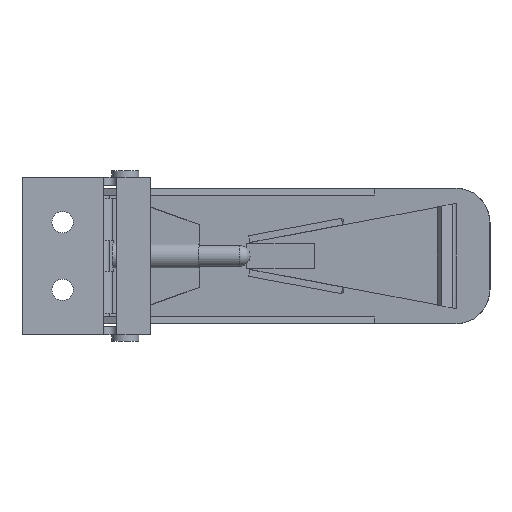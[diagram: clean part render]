
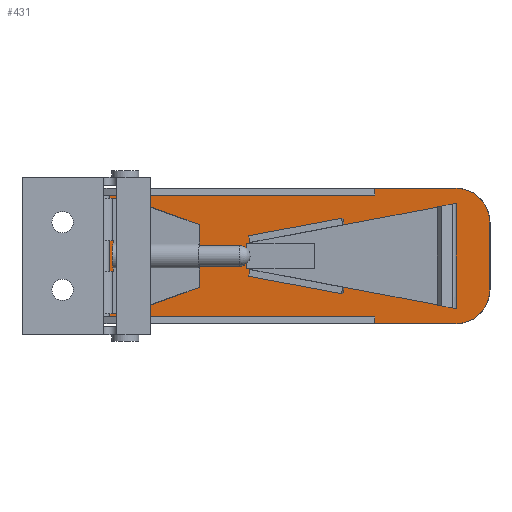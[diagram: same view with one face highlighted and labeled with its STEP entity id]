
A CAD part, front view. The second image highlights one B-rep face of the part: STEP entity #431.
In plain terms, the highlighted planar face has unit normal (-0.061, -0.998, 0).
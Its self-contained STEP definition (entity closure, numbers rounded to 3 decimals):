
#431 = ADVANCED_FACE( '', ( #849 ), #850, .F. );
#849 = FACE_OUTER_BOUND( '', #1259, .T. );
#850 = PLANE( '', #1260 );
#1259 = EDGE_LOOP( '', ( #2183, #2184, #2185, #2186, #2187, #2188, #2189, #2190, #2191, #2192 ) );
#1260 = AXIS2_PLACEMENT_3D( '', #2193, #2194, #2195 );
#2183 = ORIENTED_EDGE( '', *, *, #2467, .F. );
#2184 = ORIENTED_EDGE( '', *, *, #2555, .F. );
#2185 = ORIENTED_EDGE( '', *, *, #2753, .F. );
#2186 = ORIENTED_EDGE( '', *, *, #2649, .F. );
#2187 = ORIENTED_EDGE( '', *, *, #2614, .T. );
#2188 = ORIENTED_EDGE( '', *, *, #2604, .T. );
#2189 = ORIENTED_EDGE( '', *, *, #2577, .T. );
#2190 = ORIENTED_EDGE( '', *, *, #2569, .F. );
#2191 = ORIENTED_EDGE( '', *, *, #2666, .T. );
#2192 = ORIENTED_EDGE( '', *, *, #2746, .T. );
#2193 = CARTESIAN_POINT( '', ( 73.726, 2.091, 20. ) );
#2194 = DIRECTION( '', ( 0.061, 0.998, 0. ) );
#2195 = DIRECTION( '', ( -0.998, 0.061, 0. ) );
#2467 = EDGE_CURVE( '', #2935, #2936, #2937, .T. );
#2555 = EDGE_CURVE( '', #3084, #2935, #3085, .T. );
#2569 = EDGE_CURVE( '', #3105, #3107, #3108, .T. );
#2577 = EDGE_CURVE( '', #3120, #3107, #3121, .T. );
#2604 = EDGE_CURVE( '', #3159, #3120, #3160, .T. );
#2614 = EDGE_CURVE( '', #3173, #3159, #3174, .T. );
#2649 = EDGE_CURVE( '', #3173, #3221, #3222, .T. );
#2666 = EDGE_CURVE( '', #3105, #3241, #3243, .T. );
#2746 = EDGE_CURVE( '', #3241, #2936, #3342, .T. );
#2753 = EDGE_CURVE( '', #3221, #3084, #3351, .T. );
#2935 = VERTEX_POINT( '', #3584 );
#2936 = VERTEX_POINT( '', #3585 );
#2937 = CIRCLE( '', #3586, 10. );
#3084 = VERTEX_POINT( '', #3783 );
#3085 = LINE( '', #3784, #3785 );
#3105 = VERTEX_POINT( '', #3810 );
#3107 = VERTEX_POINT( '', #3813 );
#3108 = LINE( '', #3814, #3815 );
#3120 = VERTEX_POINT( '', #3832 );
#3121 = LINE( '', #3833, #3834 );
#3159 = VERTEX_POINT( '', #3888 );
#3160 = LINE( '', #3889, #3890 );
#3173 = VERTEX_POINT( '', #3906 );
#3174 = LINE( '', #3907, #3908 );
#3221 = VERTEX_POINT( '', #3972 );
#3222 = LINE( '', #3973, #3974 );
#3241 = VERTEX_POINT( '', #4000 );
#3243 = LINE( '', #4003, #4004 );
#3342 = LINE( '', #4140, #4141 );
#3351 = CIRCLE( '', #4153, 10. );
#3584 = CARTESIAN_POINT( '', ( 107.662, 0.004, -10. ) );
#3585 = CARTESIAN_POINT( '', ( 97.681, 0.618, -20. ) );
#3586 = AXIS2_PLACEMENT_3D( '', #4296, #4297, #4298 );
#3783 = CARTESIAN_POINT( '', ( 107.662, 0.004, 10. ) );
#3784 = CARTESIAN_POINT( '', ( 107.662, 0.004, 20. ) );
#3785 = VECTOR( '', #4418, 1000. );
#3810 = CARTESIAN_POINT( '', ( 73.726, 2.091, -18. ) );
#3813 = CARTESIAN_POINT( '', ( -6., 6.996, -18. ) );
#3814 = CARTESIAN_POINT( '', ( 107.662, 0.004, -18. ) );
#3815 = VECTOR( '', #4437, 1000. );
#3832 = CARTESIAN_POINT( '', ( -6., 6.996, 18. ) );
#3833 = CARTESIAN_POINT( '', ( -6., 6.996, 20. ) );
#3834 = VECTOR( '', #4446, 1000. );
#3888 = CARTESIAN_POINT( '', ( 73.726, 2.091, 18. ) );
#3889 = CARTESIAN_POINT( '', ( 107.662, 0.004, 18. ) );
#3890 = VECTOR( '', #4475, 1000. );
#3906 = CARTESIAN_POINT( '', ( 73.726, 2.091, 20. ) );
#3907 = CARTESIAN_POINT( '', ( 73.726, 2.091, 20. ) );
#3908 = VECTOR( '', #4485, 1000. );
#3972 = CARTESIAN_POINT( '', ( 97.681, 0.618, 20. ) );
#3973 = CARTESIAN_POINT( '', ( 73.726, 2.091, 20. ) );
#3974 = VECTOR( '', #4518, 1000. );
#4000 = CARTESIAN_POINT( '', ( 73.726, 2.091, -20. ) );
#4003 = CARTESIAN_POINT( '', ( 73.726, 2.091, 20. ) );
#4004 = VECTOR( '', #4533, 1000. );
#4140 = CARTESIAN_POINT( '', ( 73.726, 2.091, -20. ) );
#4141 = VECTOR( '', #4607, 1000. );
#4153 = AXIS2_PLACEMENT_3D( '', #4614, #4615, #4616 );
#4296 = CARTESIAN_POINT( '', ( 97.681, 0.618, -10. ) );
#4297 = DIRECTION( '', ( 0.061, 0.998, 0. ) );
#4298 = DIRECTION( '', ( -0.998, 0.061, 0. ) );
#4418 = DIRECTION( '', ( 0., 0., -1. ) );
#4437 = DIRECTION( '', ( -0.998, 0.061, 0. ) );
#4446 = DIRECTION( '', ( 0., 0., -1. ) );
#4475 = DIRECTION( '', ( -0.998, 0.061, 0. ) );
#4485 = DIRECTION( '', ( 0., 0., -1. ) );
#4518 = DIRECTION( '', ( 0.998, -0.061, 0. ) );
#4533 = DIRECTION( '', ( 0., 0., -1. ) );
#4607 = DIRECTION( '', ( 0.998, -0.061, 0. ) );
#4614 = CARTESIAN_POINT( '', ( 97.681, 0.618, 10. ) );
#4615 = DIRECTION( '', ( 0.061, 0.998, 0. ) );
#4616 = DIRECTION( '', ( -0.998, 0.061, 0. ) );
